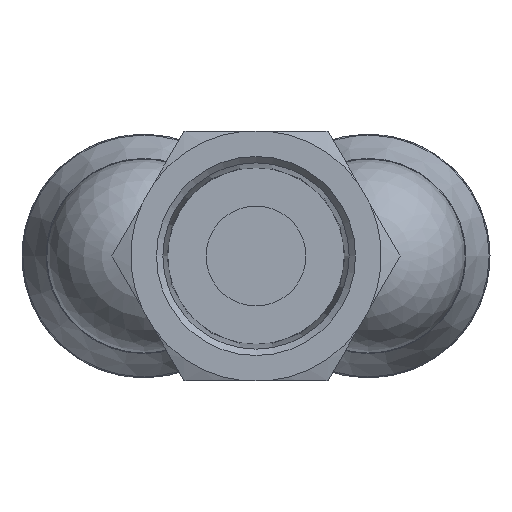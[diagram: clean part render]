
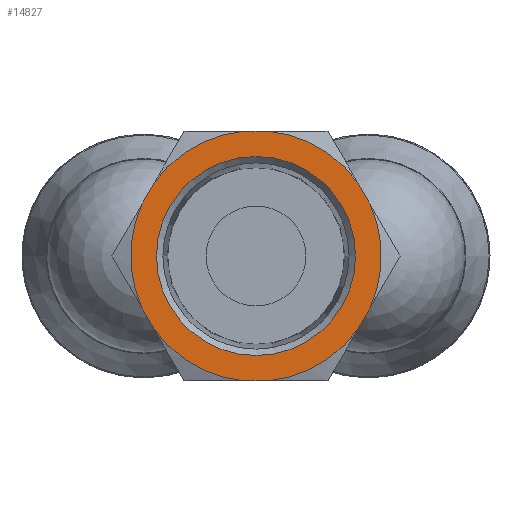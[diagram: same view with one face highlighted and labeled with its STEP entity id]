
A CAD part, front view. The second image highlights one B-rep face of the part: STEP entity #14827.
In plain terms, the highlighted face is planar.
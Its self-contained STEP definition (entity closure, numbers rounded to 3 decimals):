
#14683=CARTESIAN_POINT('',(-29.3,7.975,0.));
#14684=VERTEX_POINT('',#14683);
#14685=CARTESIAN_POINT('',(-29.3,0.,0.0));
#14686=DIRECTION('',(-1.0,0.0,0.0));
#14687=DIRECTION('',(0.0,-1.0,0.0));
#14688=AXIS2_PLACEMENT_3D('',#14685,#14686,#14687);
#14689=CIRCLE('',#14688,7.975);
#14690=EDGE_CURVE('',#14684,#14684,#14689,.T.);
#14715=CARTESIAN_POINT('',(-29.3,5.,0.0));
#14716=DIRECTION('',(-1.0,0.0,0.0));
#14717=DIRECTION('',(0.0,0.0,1.0));
#14718=AXIS2_PLACEMENT_3D('',#14715,#14716,#14717);
#14719=PLANE('',#14718);
#14720=CARTESIAN_POINT('',(-29.3,9.146,4.159));
#14721=VERTEX_POINT('',#14720);
#14722=CARTESIAN_POINT('',(-29.3,9.146,-4.159));
#14723=VERTEX_POINT('',#14722);
#14724=CARTESIAN_POINT('',(-29.3,0.,0.0));
#14725=DIRECTION('',(-1.0,0.0,0.0));
#14726=DIRECTION('',(0.0,1.0,0.0));
#14727=AXIS2_PLACEMENT_3D('',#14724,#14725,#14726);
#14728=CIRCLE('',#14727,10.047);
#14729=EDGE_CURVE('',#14721,#14723,#14728,.T.);
#14730=ORIENTED_EDGE('',*,*,#14729,.T.);
#14731=CARTESIAN_POINT('',(-29.3,8.175,-5.841));
#14732=VERTEX_POINT('',#14731);
#14733=CARTESIAN_POINT('',(-29.3,8.175,-5.841));
#14734=DIRECTION('',(0.0,0.5,0.866));
#14735=VECTOR('',#14734,1.941);
#14736=LINE('',#14733,#14735);
#14737=EDGE_CURVE('',#14732,#14723,#14736,.T.);
#14738=ORIENTED_EDGE('',*,*,#14737,.F.);
#14739=CARTESIAN_POINT('',(-29.3,0.971,-10.));
#14740=VERTEX_POINT('',#14739);
#14741=CARTESIAN_POINT('',(-29.3,0.,0.0));
#14742=DIRECTION('',(-1.0,0.0,0.0));
#14743=DIRECTION('',(0.0,1.0,0.0));
#14744=AXIS2_PLACEMENT_3D('',#14741,#14742,#14743);
#14745=CIRCLE('',#14744,10.047);
#14746=EDGE_CURVE('',#14732,#14740,#14745,.T.);
#14747=ORIENTED_EDGE('',*,*,#14746,.T.);
#14748=CARTESIAN_POINT('',(-29.3,-0.971,-10.));
#14749=VERTEX_POINT('',#14748);
#14750=CARTESIAN_POINT('',(-29.3,-0.971,-10.));
#14751=DIRECTION('',(0.0,1.0,0.0));
#14752=VECTOR('',#14751,1.941);
#14753=LINE('',#14750,#14752);
#14754=EDGE_CURVE('',#14749,#14740,#14753,.T.);
#14755=ORIENTED_EDGE('',*,*,#14754,.F.);
#14756=CARTESIAN_POINT('',(-29.3,-8.175,-5.841));
#14757=VERTEX_POINT('',#14756);
#14758=CARTESIAN_POINT('',(-29.3,0.,0.0));
#14759=DIRECTION('',(-1.0,0.0,0.0));
#14760=DIRECTION('',(0.0,1.0,0.0));
#14761=AXIS2_PLACEMENT_3D('',#14758,#14759,#14760);
#14762=CIRCLE('',#14761,10.047);
#14763=EDGE_CURVE('',#14749,#14757,#14762,.T.);
#14764=ORIENTED_EDGE('',*,*,#14763,.T.);
#14765=CARTESIAN_POINT('',(-29.3,-9.146,-4.159));
#14766=VERTEX_POINT('',#14765);
#14767=CARTESIAN_POINT('',(-29.3,-9.146,-4.159));
#14768=DIRECTION('',(0.0,0.5,-0.866));
#14769=VECTOR('',#14768,1.941);
#14770=LINE('',#14767,#14769);
#14771=EDGE_CURVE('',#14766,#14757,#14770,.T.);
#14772=ORIENTED_EDGE('',*,*,#14771,.F.);
#14773=CARTESIAN_POINT('',(-29.3,-9.146,4.159));
#14774=VERTEX_POINT('',#14773);
#14775=CARTESIAN_POINT('',(-29.3,0.,0.0));
#14776=DIRECTION('',(-1.0,0.0,0.0));
#14777=DIRECTION('',(0.0,1.0,0.0));
#14778=AXIS2_PLACEMENT_3D('',#14775,#14776,#14777);
#14779=CIRCLE('',#14778,10.047);
#14780=EDGE_CURVE('',#14766,#14774,#14779,.T.);
#14781=ORIENTED_EDGE('',*,*,#14780,.T.);
#14782=CARTESIAN_POINT('',(-29.3,-8.175,5.841));
#14783=VERTEX_POINT('',#14782);
#14784=CARTESIAN_POINT('',(-29.3,-8.175,5.841));
#14785=DIRECTION('',(0.0,-0.5,-0.866));
#14786=VECTOR('',#14785,1.941);
#14787=LINE('',#14784,#14786);
#14788=EDGE_CURVE('',#14783,#14774,#14787,.T.);
#14789=ORIENTED_EDGE('',*,*,#14788,.F.);
#14790=CARTESIAN_POINT('',(-29.3,-0.971,10.));
#14791=VERTEX_POINT('',#14790);
#14792=CARTESIAN_POINT('',(-29.3,0.,0.0));
#14793=DIRECTION('',(-1.0,0.0,0.0));
#14794=DIRECTION('',(0.0,1.0,0.0));
#14795=AXIS2_PLACEMENT_3D('',#14792,#14793,#14794);
#14796=CIRCLE('',#14795,10.047);
#14797=EDGE_CURVE('',#14783,#14791,#14796,.T.);
#14798=ORIENTED_EDGE('',*,*,#14797,.T.);
#14799=CARTESIAN_POINT('',(-29.3,0.971,10.0));
#14800=VERTEX_POINT('',#14799);
#14801=CARTESIAN_POINT('',(-29.3,0.971,10.));
#14802=DIRECTION('',(0.0,-1.0,0.0));
#14803=VECTOR('',#14802,1.941);
#14804=LINE('',#14801,#14803);
#14805=EDGE_CURVE('',#14800,#14791,#14804,.T.);
#14806=ORIENTED_EDGE('',*,*,#14805,.F.);
#14807=CARTESIAN_POINT('',(-29.3,8.175,5.841));
#14808=VERTEX_POINT('',#14807);
#14809=CARTESIAN_POINT('',(-29.3,0.,0.0));
#14810=DIRECTION('',(-1.0,0.0,0.0));
#14811=DIRECTION('',(0.0,1.0,0.0));
#14812=AXIS2_PLACEMENT_3D('',#14809,#14810,#14811);
#14813=CIRCLE('',#14812,10.047);
#14814=EDGE_CURVE('',#14800,#14808,#14813,.T.);
#14815=ORIENTED_EDGE('',*,*,#14814,.T.);
#14816=CARTESIAN_POINT('',(-29.3,9.146,4.159));
#14817=DIRECTION('',(0.0,-0.5,0.866));
#14818=VECTOR('',#14817,1.941);
#14819=LINE('',#14816,#14818);
#14820=EDGE_CURVE('',#14721,#14808,#14819,.T.);
#14821=ORIENTED_EDGE('',*,*,#14820,.F.);
#14822=EDGE_LOOP('',(#14730,#14738,#14747,#14755,#14764,#14772,#14781,#14789,#14798,#14806,#14815,#14821));
#14823=FACE_OUTER_BOUND('',#14822,.T.);
#14824=ORIENTED_EDGE('',*,*,#14690,.F.);
#14825=EDGE_LOOP('',(#14824));
#14826=FACE_BOUND('',#14825,.T.);
#14827=ADVANCED_FACE('',(#14823,#14826),#14719,.T.);
